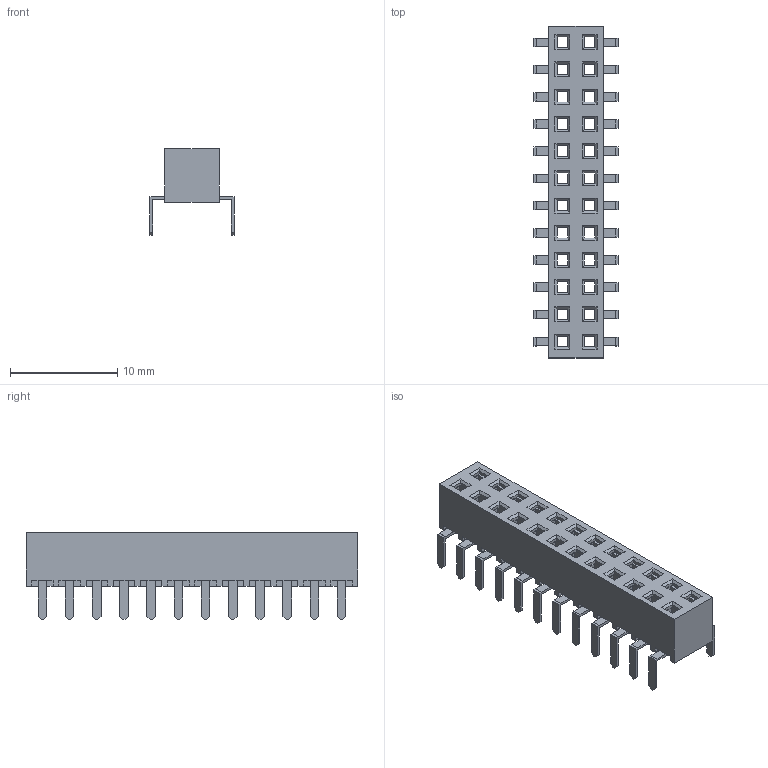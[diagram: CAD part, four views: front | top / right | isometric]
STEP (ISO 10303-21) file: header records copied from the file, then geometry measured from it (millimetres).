
FILE_DESCRIPTION(/* description */ ('model of Wuerth_WR-PHD_613024216921_Large_2x12_P2.54mm_Vertical'),/* implementation_level */ '2;1');
FILE_NAME(/* name */ 'Wuerth_WR-PHD_613024216921_Large_2x12_P2.54mm_Vertical.step',/* time_stamp */ '2024-05-29T23:23:26',/* author */ ('KiCAD','kicad'),/* organization */ ('OCCT'),/* preprocessor_version */ '',/* originating_system */ 'KiCAD',/* authorisation */ '');
FILE_SCHEMA(('AUTOMOTIVE_DESIGN { 1 0 10303 214 1 1 1 1 }'));
Length unit declared in the file: millimetre
Products named in the file (1): Wuerth_WR-PHD_613024216921_Large_2x12_P2.54mm_Vertical
Bounding box: 7.87 x 30.98 x 8.1 mm (x, y, z)
Volume: 536.9 mm3; surface area: 2020.2 mm2
Topology: 1 solids, 1 shells, 990 faces, 2892 edges, 1880 vertices
Faces by surface type: plane 990
Entity records: 42823 total; most frequent: ORIENTED_EDGE 5784, CARTESIAN_POINT 5763, DIRECTION 4874, EDGE_CURVE 2892, LINE 2892, VECTOR 2892, VERTEX_POINT 1880, PRESENTATION_STYLE_ASSIGNMENT 1182
